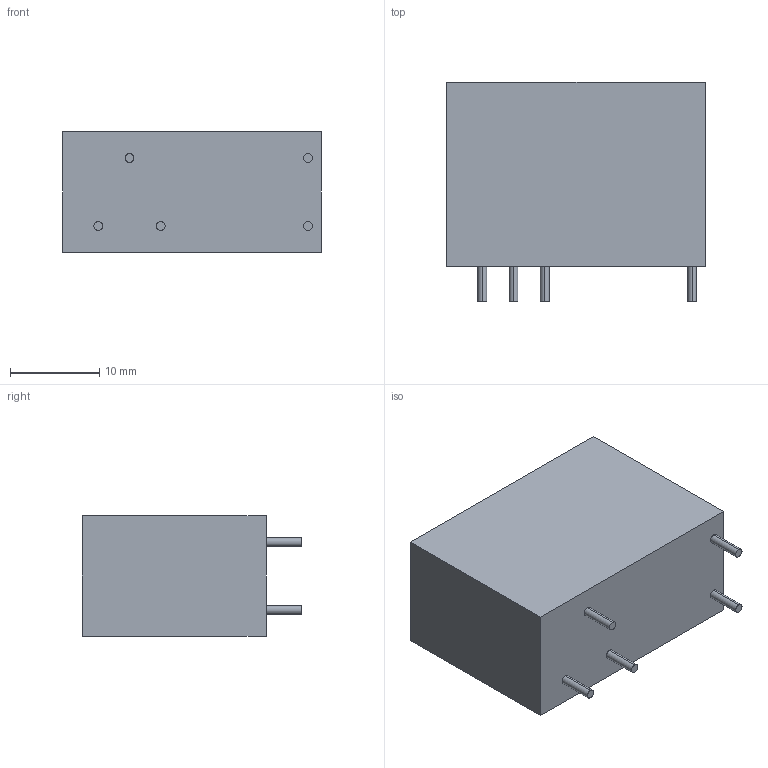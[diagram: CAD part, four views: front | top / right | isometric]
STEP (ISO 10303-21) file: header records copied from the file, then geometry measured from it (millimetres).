
FILE_DESCRIPTION (( 'STEP AP214' ), '1' );
FILE_NAME ('NRP-12-C-05D-H.STEP', '2023-08-28T15:23:48', ( '' ), ( '' ), 'SwSTEP 2.0', 'SolidWorks 2020', '' );
FILE_SCHEMA (( 'AUTOMOTIVE_DESIGN' ));
Length unit declared in the file: millimetre
Products named in the file (1): NRP-12-C-05D-H
Bounding box: 29 x 24.6 x 13.5 mm (x, y, z)
Volume: 8080.6 mm3; surface area: 2596.8 mm2
Topology: 1 solids, 1 shells, 21 faces, 42 edges, 28 vertices
Faces by surface type: plane 11, cylinder 10
Entity records: 590 total; most frequent: DIRECTION 106, CARTESIAN_POINT 92, ORIENTED_EDGE 84, EDGE_CURVE 42, AXIS2_PLACEMENT_3D 42, VERTEX_POINT 28, EDGE_LOOP 26, LINE 22
